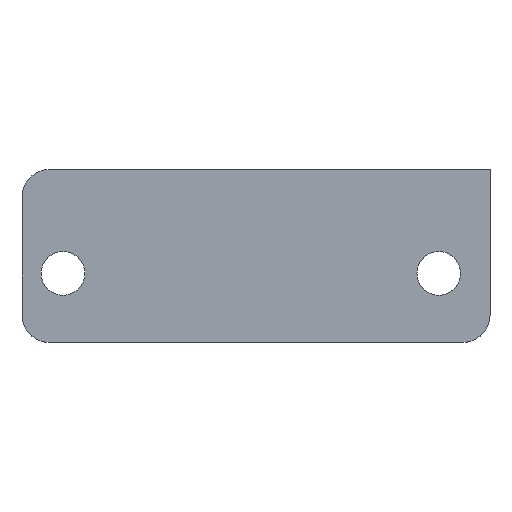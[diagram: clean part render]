
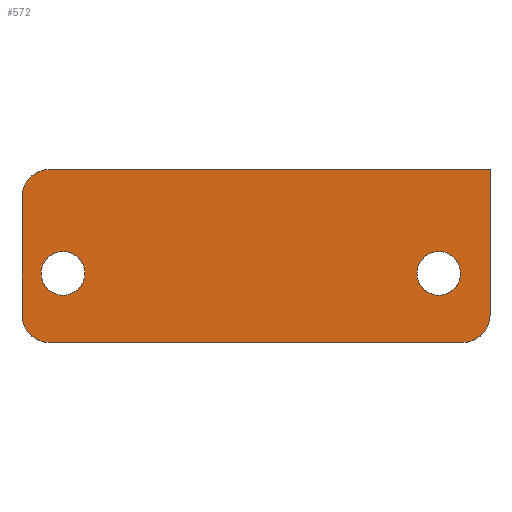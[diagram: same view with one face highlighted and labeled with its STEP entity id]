
A CAD part, top view. The second image highlights one B-rep face of the part: STEP entity #572.
In plain terms, the highlighted planar face has unit normal (0, 0, 1).
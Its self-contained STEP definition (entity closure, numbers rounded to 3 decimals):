
#30=FACE_BOUND('',#109,.T.);
#31=FACE_BOUND('',#110,.T.);
#44=PLANE('',#643);
#73=FACE_OUTER_BOUND('',#108,.T.);
#108=EDGE_LOOP('',(#519,#520,#521,#522,#523,#524,#525));
#109=EDGE_LOOP('',(#526));
#110=EDGE_LOOP('',(#527));
#118=LINE('',#831,#166);
#131=LINE('',#870,#179);
#154=LINE('',#1007,#202);
#158=LINE('',#1019,#206);
#166=VECTOR('',#663,10.);
#179=VECTOR('',#694,10.);
#202=VECTOR('',#789,10.);
#206=VECTOR('',#805,10.);
#208=CIRCLE('',#589,2.);
#215=CIRCLE('',#599,2.);
#216=CIRCLE('',#602,2.);
#229=CIRCLE('',#639,1.6);
#230=CIRCLE('',#641,1.6);
#233=VERTEX_POINT('',#813);
#234=VERTEX_POINT('',#815);
#240=VERTEX_POINT('',#829);
#255=VERTEX_POINT('',#863);
#256=VERTEX_POINT('',#865);
#257=VERTEX_POINT('',#869);
#258=VERTEX_POINT('',#873);
#283=VERTEX_POINT('',#1011);
#284=VERTEX_POINT('',#1015);
#287=EDGE_CURVE('',#233,#234,#208,.T.);
#295=EDGE_CURVE('',#233,#240,#118,.T.);
#312=EDGE_CURVE('',#255,#256,#215,.T.);
#314=EDGE_CURVE('',#257,#256,#131,.T.);
#316=EDGE_CURVE('',#257,#258,#216,.T.);
#359=EDGE_CURVE('',#240,#258,#154,.T.);
#362=EDGE_CURVE('',#283,#283,#229,.T.);
#364=EDGE_CURVE('',#284,#284,#230,.T.);
#365=EDGE_CURVE('',#255,#234,#158,.T.);
#519=ORIENTED_EDGE('',*,*,#287,.F.);
#520=ORIENTED_EDGE('',*,*,#295,.T.);
#521=ORIENTED_EDGE('',*,*,#359,.T.);
#522=ORIENTED_EDGE('',*,*,#316,.F.);
#523=ORIENTED_EDGE('',*,*,#314,.T.);
#524=ORIENTED_EDGE('',*,*,#312,.F.);
#525=ORIENTED_EDGE('',*,*,#365,.T.);
#526=ORIENTED_EDGE('',*,*,#364,.F.);
#527=ORIENTED_EDGE('',*,*,#362,.F.);
#572=ADVANCED_FACE('',(#73,#30,#31),#44,.F.);
#589=AXIS2_PLACEMENT_3D('',#816,#651,#652);
#599=AXIS2_PLACEMENT_3D('',#866,#689,#690);
#602=AXIS2_PLACEMENT_3D('',#874,#698,#699);
#639=AXIS2_PLACEMENT_3D('',#1013,#796,#797);
#641=AXIS2_PLACEMENT_3D('',#1017,#801,#802);
#643=AXIS2_PLACEMENT_3D('',#1020,#806,#807);
#651=DIRECTION('center_axis',(0.,0.,-1.));
#652=DIRECTION('ref_axis',(0.707,-0.707,0.));
#663=DIRECTION('',(0.,1.,0.));
#689=DIRECTION('center_axis',(0.,0.,-1.));
#690=DIRECTION('ref_axis',(-0.707,-0.707,0.));
#694=DIRECTION('',(0.,-1.,0.));
#698=DIRECTION('center_axis',(0.,0.,-1.));
#699=DIRECTION('ref_axis',(-0.707,0.707,0.));
#789=DIRECTION('',(-1.,0.,0.));
#796=DIRECTION('center_axis',(0.,0.,1.));
#797=DIRECTION('ref_axis',(-1.,0.,0.));
#801=DIRECTION('center_axis',(0.,0.,1.));
#802=DIRECTION('ref_axis',(-1.,0.,0.));
#805=DIRECTION('',(1.,0.,0.));
#806=DIRECTION('center_axis',(0.,0.,-1.));
#807=DIRECTION('ref_axis',(-1.,0.,0.));
#813=CARTESIAN_POINT('',(17.5,-23.35,13.));
#815=CARTESIAN_POINT('',(15.5,-25.35,13.));
#816=CARTESIAN_POINT('Origin',(15.5,-23.35,13.));
#829=CARTESIAN_POINT('',(17.5,-12.7,13.));
#831=CARTESIAN_POINT('',(17.5,-25.35,13.));
#863=CARTESIAN_POINT('',(-14.75,-25.35,13.));
#865=CARTESIAN_POINT('',(-16.75,-23.35,13.));
#866=CARTESIAN_POINT('Origin',(-14.75,-23.35,13.));
#869=CARTESIAN_POINT('',(-16.75,-14.7,13.));
#870=CARTESIAN_POINT('',(-16.75,-12.7,13.));
#873=CARTESIAN_POINT('',(-14.75,-12.7,13.));
#874=CARTESIAN_POINT('Origin',(-14.75,-14.7,13.));
#1007=CARTESIAN_POINT('',(17.5,-12.7,13.));
#1011=CARTESIAN_POINT('',(-12.15,-20.3,13.));
#1013=CARTESIAN_POINT('Origin',(-13.75,-20.3,13.));
#1015=CARTESIAN_POINT('',(15.35,-20.3,13.));
#1017=CARTESIAN_POINT('Origin',(13.75,-20.3,13.));
#1019=CARTESIAN_POINT('',(-16.75,-25.35,13.));
#1020=CARTESIAN_POINT('Origin',(0.375,-19.025,13.));
